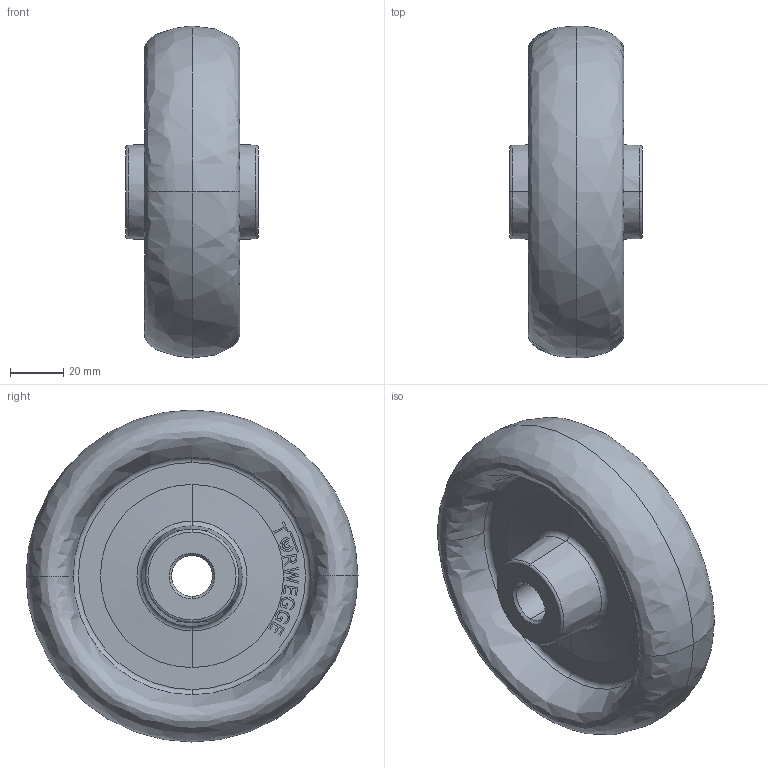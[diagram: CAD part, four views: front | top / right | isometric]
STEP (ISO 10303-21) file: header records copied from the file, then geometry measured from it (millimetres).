
FILE_DESCRIPTION (( 'STEP AP214' ), '1' );
FILE_NAME ('0033520_PALB-125-36-50-G15.STEP', '2017-06-08T11:33:09', ( '' ), ( '' ), 'SwSTEP 2.0', 'SolidWorks 2016', '' );
FILE_SCHEMA (( 'AUTOMOTIVE_DESIGN' ));
Length unit declared in the file: millimetre
Products named in the file (1): 0033520_PALB-125-36-50-G15
Bounding box: 50 x 125 x 125 mm (x, y, z)
Surface area: 46474.6 mm2 (no closed solid volume)
Topology: 0 solids, 13 shells, 111 faces, 354 edges, 259 vertices
Faces by surface type: plane 59, bspline 17, torus 12, cone 12, cylinder 11
Entity records: 5546 total; most frequent: CARTESIAN_POINT 1376, DIRECTION 573, ORIENTED_EDGE 525, EDGE_CURVE 354, VERTEX_POINT 259, VECTOR 233, LINE 233, AXIS2_PLACEMENT_3D 170
